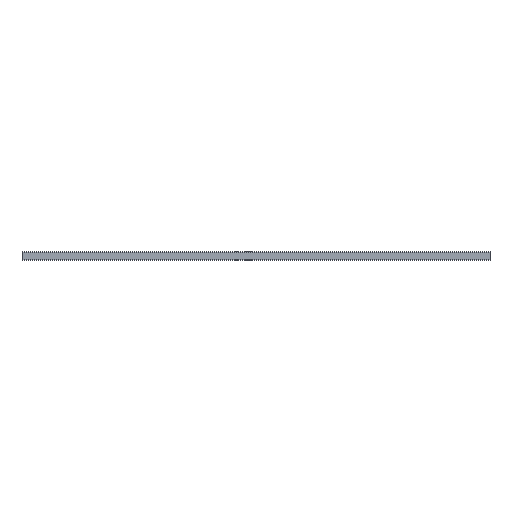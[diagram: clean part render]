
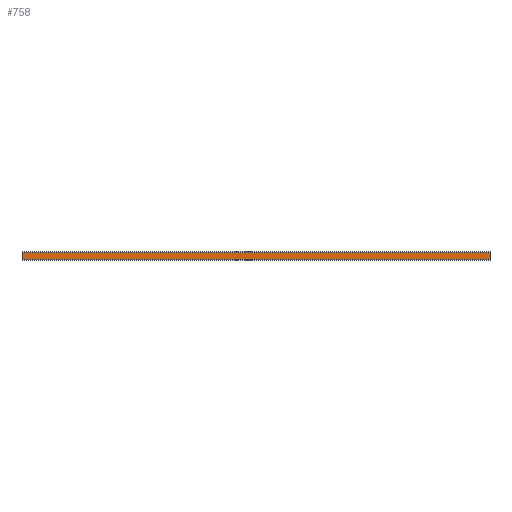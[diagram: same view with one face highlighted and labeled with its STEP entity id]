
A CAD part, front view. The second image highlights one B-rep face of the part: STEP entity #758.
In plain terms, the highlighted planar face has unit normal (0, -1, 0).
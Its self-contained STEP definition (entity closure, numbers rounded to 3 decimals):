
#24=FACE_OUTER_BOUND('',#63,.T.);
#63=EDGE_LOOP('',(#579,#580,#581,#582));
#110=LINE('',#1055,#213);
#142=LINE('',#1126,#245);
#174=LINE('',#1196,#277);
#175=LINE('',#1198,#278);
#213=VECTOR('',#852,1.);
#245=VECTOR('',#892,1000.);
#277=VECTOR('',#936,1.);
#278=VECTOR('',#939,1.);
#317=VERTEX_POINT('',#1052);
#318=VERTEX_POINT('',#1054);
#352=VERTEX_POINT('',#1123);
#353=VERTEX_POINT('',#1125);
#391=EDGE_CURVE('',#317,#318,#110,.T.);
#426=EDGE_CURVE('',#353,#352,#142,.T.);
#462=EDGE_CURVE('',#352,#318,#174,.T.);
#463=EDGE_CURVE('',#353,#317,#175,.T.);
#579=ORIENTED_EDGE('',*,*,#426,.T.);
#580=ORIENTED_EDGE('',*,*,#462,.T.);
#581=ORIENTED_EDGE('',*,*,#391,.F.);
#582=ORIENTED_EDGE('',*,*,#463,.F.);
#723=PLANE('',#807);
#758=ADVANCED_FACE('',(#24),#723,.F.);
#807=AXIS2_PLACEMENT_3D('',#1197,#937,#938);
#852=DIRECTION('',(0.,0.,-1.));
#892=DIRECTION('',(0.,0.,-1.));
#936=DIRECTION('',(1.,0.,0.));
#937=DIRECTION('center_axis',(0.,1.,0.));
#938=DIRECTION('ref_axis',(1.,0.,0.));
#939=DIRECTION('',(1.,0.,0.));
#1052=CARTESIAN_POINT('',(1828.8,0.,31.5));
#1054=CARTESIAN_POINT('',(1828.8,0.,1.34));
#1055=CARTESIAN_POINT('',(1828.8,0.,31.5));
#1123=CARTESIAN_POINT('',(0.,0.,1.34));
#1125=CARTESIAN_POINT('',(0.,0.,31.5));
#1126=CARTESIAN_POINT('',(0.,0.,13.03));
#1196=CARTESIAN_POINT('',(100.,0.,1.34));
#1197=CARTESIAN_POINT('Origin',(350.,0.,1.34));
#1198=CARTESIAN_POINT('',(100.,0.,31.5));
